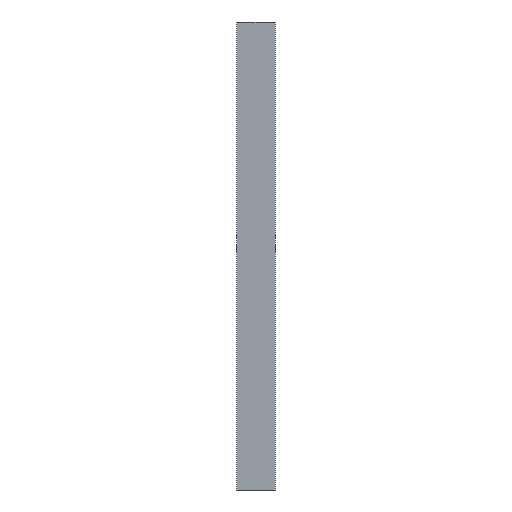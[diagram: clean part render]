
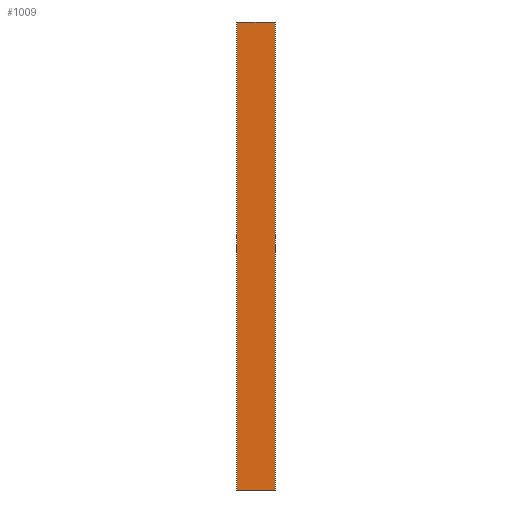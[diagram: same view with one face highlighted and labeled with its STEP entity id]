
A CAD part, front view. The second image highlights one B-rep face of the part: STEP entity #1009.
In plain terms, the highlighted planar face has unit normal (0, -1, 0).
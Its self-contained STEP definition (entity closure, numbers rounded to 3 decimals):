
#49 = DIRECTION ( 'NONE',  ( 0., 1., 0. ) ) ;
#135 = ORIENTED_EDGE ( 'NONE', *, *, #1991, .F. ) ;
#197 = VERTEX_POINT ( 'NONE', #1176 ) ;
#268 = VECTOR ( 'NONE', #3166, 1000. ) ;
#279 = ORIENTED_EDGE ( 'NONE', *, *, #1716, .T. ) ;
#660 = CARTESIAN_POINT ( 'NONE',  ( 82.5, -53., -1000. ) ) ;
#771 = CARTESIAN_POINT ( 'NONE',  ( 0., -53., 1000. ) ) ;
#887 = LINE ( 'NONE', #2354, #2715 ) ;
#1009 = ADVANCED_FACE ( 'NONE', ( #1437 ), #4406, .F. ) ;
#1176 = CARTESIAN_POINT ( 'NONE',  ( -82.5, -53., 1000. ) ) ;
#1271 = VERTEX_POINT ( 'NONE', #660 ) ;
#1349 = VERTEX_POINT ( 'NONE', #1809 ) ;
#1437 = FACE_OUTER_BOUND ( 'NONE', #4289, .T. ) ;
#1716 = EDGE_CURVE ( 'NONE', #197, #2029, #3172, .T. ) ;
#1809 = CARTESIAN_POINT ( 'NONE',  ( 82.5, -53., 1000. ) ) ;
#1810 = LINE ( 'NONE', #771, #4577 ) ;
#1991 = EDGE_CURVE ( 'NONE', #197, #1349, #1810, .T. ) ;
#2029 = VERTEX_POINT ( 'NONE', #4409 ) ;
#2215 = EDGE_CURVE ( 'NONE', #2029, #1271, #887, .T. ) ;
#2354 = CARTESIAN_POINT ( 'NONE',  ( 0., -53., -1000. ) ) ;
#2614 = DIRECTION ( 'NONE',  ( 0., 0., 1. ) ) ;
#2713 = DIRECTION ( 'NONE',  ( 1., 0., 0. ) ) ;
#2715 = VECTOR ( 'NONE', #2713, 1000. ) ;
#2827 = CARTESIAN_POINT ( 'NONE',  ( 82.5, -53., 1000. ) ) ;
#3059 = ORIENTED_EDGE ( 'NONE', *, *, #2215, .T. ) ;
#3166 = DIRECTION ( 'NONE',  ( 0., 0., -1. ) ) ;
#3172 = LINE ( 'NONE', #4587, #268 ) ;
#3309 = DIRECTION ( 'NONE',  ( 1., 0., 0. ) ) ;
#3348 = AXIS2_PLACEMENT_3D ( 'NONE', #3678, #49, #2614 ) ;
#3639 = LINE ( 'NONE', #2827, #4484 ) ;
#3678 = CARTESIAN_POINT ( 'NONE',  ( 0., -53., 1000. ) ) ;
#3856 = ORIENTED_EDGE ( 'NONE', *, *, #4042, .F. ) ;
#4042 = EDGE_CURVE ( 'NONE', #1349, #1271, #3639, .T. ) ;
#4289 = EDGE_LOOP ( 'NONE', ( #3059, #3856, #135, #279 ) ) ;
#4406 = PLANE ( 'NONE',  #3348 ) ;
#4409 = CARTESIAN_POINT ( 'NONE',  ( -82.5, -53., -1000. ) ) ;
#4484 = VECTOR ( 'NONE', #4622, 1000. ) ;
#4577 = VECTOR ( 'NONE', #3309, 1000. ) ;
#4587 = CARTESIAN_POINT ( 'NONE',  ( -82.5, -53., 1000. ) ) ;
#4622 = DIRECTION ( 'NONE',  ( 0., 0., -1. ) ) ;
